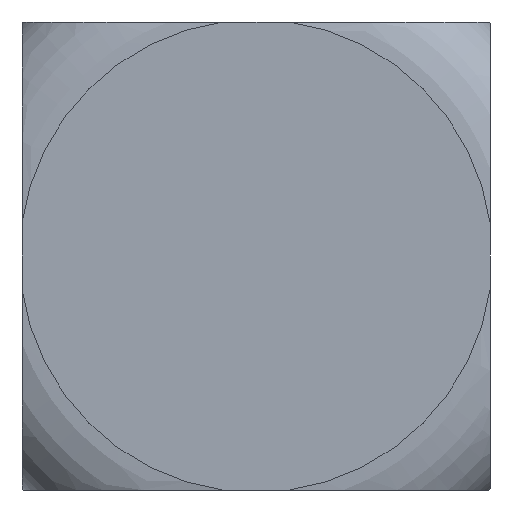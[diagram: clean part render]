
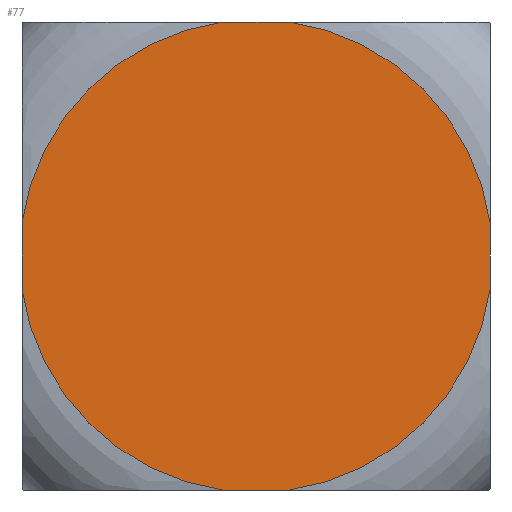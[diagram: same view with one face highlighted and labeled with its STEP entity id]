
A CAD part, left-side view. The second image highlights one B-rep face of the part: STEP entity #77.
In plain terms, the highlighted planar face has unit normal (-1, 0, 0).
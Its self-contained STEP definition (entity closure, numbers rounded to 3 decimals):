
#77 = ADVANCED_FACE( '', ( #158 ), #159, .F. );
#158 = FACE_OUTER_BOUND( '', #239, .T. );
#159 = PLANE( '', #240 );
#239 = EDGE_LOOP( '', ( #386, #387, #388, #389, #390, #391, #392, #393 ) );
#240 = AXIS2_PLACEMENT_3D( '', #394, #395, #396 );
#386 = ORIENTED_EDGE( '', *, *, #492, .F. );
#387 = ORIENTED_EDGE( '', *, *, #485, .F. );
#388 = ORIENTED_EDGE( '', *, *, #519, .F. );
#389 = ORIENTED_EDGE( '', *, *, #507, .F. );
#390 = ORIENTED_EDGE( '', *, *, #520, .F. );
#391 = ORIENTED_EDGE( '', *, *, #521, .F. );
#392 = ORIENTED_EDGE( '', *, *, #514, .F. );
#393 = ORIENTED_EDGE( '', *, *, #522, .F. );
#394 = CARTESIAN_POINT( '', ( 0., 0., 0. ) );
#395 = DIRECTION( '', ( 1., 0., 0. ) );
#396 = DIRECTION( '', ( 0., 0., -1. ) );
#485 = EDGE_CURVE( '', #577, #573, #579, .T. );
#492 = EDGE_CURVE( '', #573, #584, #589, .T. );
#507 = EDGE_CURVE( '', #609, #605, #611, .T. );
#514 = EDGE_CURVE( '', #619, #615, #621, .T. );
#519 = EDGE_CURVE( '', #605, #577, #626, .T. );
#520 = EDGE_CURVE( '', #627, #609, #628, .T. );
#521 = EDGE_CURVE( '', #615, #627, #629, .T. );
#522 = EDGE_CURVE( '', #584, #619, #630, .T. );
#573 = VERTEX_POINT( '', #690 );
#577 = VERTEX_POINT( '', #721 );
#579 = CIRCLE( '', #752, 22.22 );
#584 = VERTEX_POINT( '', #757 );
#589 = LINE( '', #793, #794 );
#605 = VERTEX_POINT( '', #811 );
#609 = VERTEX_POINT( '', #842 );
#611 = CIRCLE( '', #873, 22.22 );
#615 = VERTEX_POINT( '', #878 );
#619 = VERTEX_POINT( '', #912 );
#621 = LINE( '', #941, #942 );
#626 = LINE( '', #949, #950 );
#627 = VERTEX_POINT( '', #951 );
#628 = LINE( '', #952, #953 );
#629 = CIRCLE( '', #954, 22.22 );
#630 = CIRCLE( '', #955, 22.22 );
#690 = CARTESIAN_POINT( '', ( 0., 22., -3.119 ) );
#721 = CARTESIAN_POINT( '', ( 0., 3.119, -22. ) );
#752 = AXIS2_PLACEMENT_3D( '', #1036, #1037, #1038 );
#757 = CARTESIAN_POINT( '', ( 0., 22., 3.119 ) );
#793 = CARTESIAN_POINT( '', ( 0., 22., -22. ) );
#794 = VECTOR( '', #1044, 1000. );
#811 = CARTESIAN_POINT( '', ( 0., -3.119, -22. ) );
#842 = CARTESIAN_POINT( '', ( 0., -22., -3.119 ) );
#873 = AXIS2_PLACEMENT_3D( '', #1064, #1065, #1066 );
#878 = CARTESIAN_POINT( '', ( 0., -3.119, 22. ) );
#912 = CARTESIAN_POINT( '', ( 0., 3.119, 22. ) );
#941 = CARTESIAN_POINT( '', ( 0., 22., 22. ) );
#942 = VECTOR( '', #1069, 1000. );
#949 = CARTESIAN_POINT( '', ( 0., -22., -22. ) );
#950 = VECTOR( '', #1072, 1000. );
#951 = CARTESIAN_POINT( '', ( 0., -22., 3.119 ) );
#952 = CARTESIAN_POINT( '', ( 0., -22., 22. ) );
#953 = VECTOR( '', #1073, 1000. );
#954 = AXIS2_PLACEMENT_3D( '', #1074, #1075, #1076 );
#955 = AXIS2_PLACEMENT_3D( '', #1077, #1078, #1079 );
#1036 = CARTESIAN_POINT( '', ( 0., 0., 0. ) );
#1037 = DIRECTION( '', ( 1., 0., 0. ) );
#1038 = DIRECTION( '', ( 0., 0., -1. ) );
#1044 = DIRECTION( '', ( 0., 0., 1. ) );
#1064 = CARTESIAN_POINT( '', ( 0., 0., 0. ) );
#1065 = DIRECTION( '', ( 1., 0., 0. ) );
#1066 = DIRECTION( '', ( 0., 0., -1. ) );
#1069 = DIRECTION( '', ( 0., -1., 0. ) );
#1072 = DIRECTION( '', ( 0., 1., 0. ) );
#1073 = DIRECTION( '', ( 0., 0., -1. ) );
#1074 = CARTESIAN_POINT( '', ( 0., 0., 0. ) );
#1075 = DIRECTION( '', ( 1., 0., 0. ) );
#1076 = DIRECTION( '', ( 0., 0., -1. ) );
#1077 = CARTESIAN_POINT( '', ( 0., 0., 0. ) );
#1078 = DIRECTION( '', ( 1., 0., 0. ) );
#1079 = DIRECTION( '', ( 0., 0., -1. ) );
